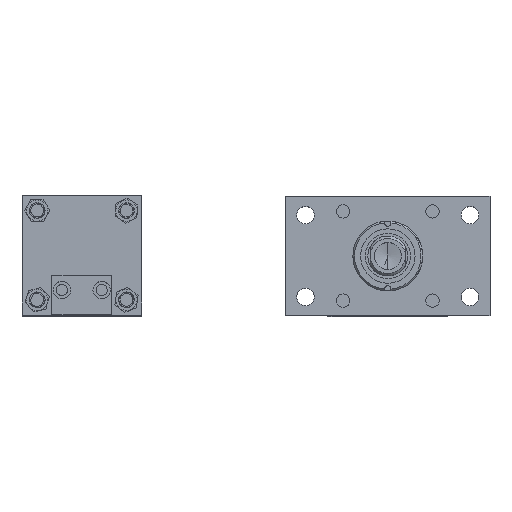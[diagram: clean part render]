
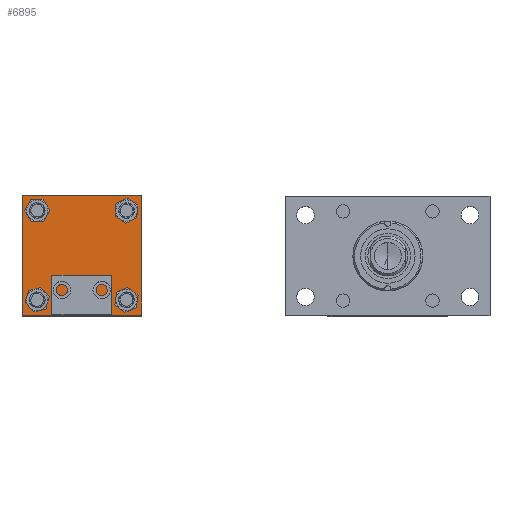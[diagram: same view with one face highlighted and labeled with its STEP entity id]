
A CAD part, top view. The second image highlights one B-rep face of the part: STEP entity #6895.
In plain terms, the highlighted face is planar.
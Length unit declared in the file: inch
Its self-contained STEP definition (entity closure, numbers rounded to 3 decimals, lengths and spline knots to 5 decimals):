
#44 = DIRECTION ( 'NONE',  ( 1., 0., 0. ) ) ;
#338 = PLANE ( 'NONE',  #7569 ) ;
#347 = ORIENTED_EDGE ( 'NONE', *, *, #6602, .F. ) ;
#356 = CARTESIAN_POINT ( 'NONE',  ( 6.43288, 9.97591, -0.3831 ) ) ;
#610 = CARTESIAN_POINT ( 'NONE',  ( 6.81388, 7.35691, -0.3831 ) ) ;
#682 = CIRCLE ( 'NONE', #2115, 0.203 ) ;
#688 = DIRECTION ( 'NONE',  ( 0., 0., 1. ) ) ;
#972 = DIRECTION ( 'NONE',  ( -1., 0., 0. ) ) ;
#1160 = EDGE_LOOP ( 'NONE', ( #18622, #15906 ) ) ;
#1441 = VECTOR ( 'NONE', #972, 39.37008 ) ;
#1509 = VERTEX_POINT ( 'NONE', #20804 ) ;
#1644 = VERTEX_POINT ( 'NONE', #610 ) ;
#1683 = ORIENTED_EDGE ( 'NONE', *, *, #7457, .F. ) ;
#2115 = AXIS2_PLACEMENT_3D ( 'NONE', #2141, #24843, #44 ) ;
#2141 = CARTESIAN_POINT ( 'NONE',  ( 4.19488, 7.73791, -0.3831 ) ) ;
#2560 = LINE ( 'NONE', #24587, #4193 ) ;
#2988 = DIRECTION ( 'NONE',  ( 0., 0., 1. ) ) ;
#2991 = EDGE_LOOP ( 'NONE', ( #16922, #5596 ) ) ;
#3269 = VECTOR ( 'NONE', #12767, 39.37008 ) ;
#3280 = VERTEX_POINT ( 'NONE', #14007 ) ;
#3528 = FACE_OUTER_BOUND ( 'NONE', #5708, .T. ) ;
#4101 = DIRECTION ( 'NONE',  ( 1., 0., 0. ) ) ;
#4193 = VECTOR ( 'NONE', #12112, 39.37008 ) ;
#4287 = DIRECTION ( 'NONE',  ( 1., 0., 0. ) ) ;
#4494 = DIRECTION ( 'NONE',  ( 0., 0., 1. ) ) ;
#4590 = AXIS2_PLACEMENT_3D ( 'NONE', #19484, #688, #23579 ) ;
#4706 = EDGE_LOOP ( 'NONE', ( #26593, #10169 ) ) ;
#4761 = DIRECTION ( 'NONE',  ( 1., 0., 0. ) ) ;
#4994 = CARTESIAN_POINT ( 'NONE',  ( 3.99188, 9.97591, -0.3831 ) ) ;
#5488 = EDGE_CURVE ( 'NONE', #25124, #24093, #12956, .T. ) ;
#5596 = ORIENTED_EDGE ( 'NONE', *, *, #17626, .T. ) ;
#5708 = EDGE_LOOP ( 'NONE', ( #10713, #347, #1683, #9628 ) ) ;
#6357 = CARTESIAN_POINT ( 'NONE',  ( 4.19488, 9.97591, -0.3831 ) ) ;
#6598 = ORIENTED_EDGE ( 'NONE', *, *, #21039, .T. ) ;
#6602 = EDGE_CURVE ( 'NONE', #22670, #20665, #2560, .T. ) ;
#6766 = DIRECTION ( 'NONE',  ( 1., 0., 0. ) ) ;
#6770 = DIRECTION ( 'NONE',  ( 0., 0., 1. ) ) ;
#6798 = DIRECTION ( 'NONE',  ( 0., 0., 1. ) ) ;
#6882 = CIRCLE ( 'NONE', #7891, 0.203 ) ;
#6895 = ADVANCED_FACE ( 'NONE', ( #3528, #22675, #12605, #19377, #15817 ), #338, .F. ) ;
#7457 = EDGE_CURVE ( 'NONE', #1509, #22670, #21019, .T. ) ;
#7569 = AXIS2_PLACEMENT_3D ( 'NONE', #25218, #4494, #4761 ) ;
#7891 = AXIS2_PLACEMENT_3D ( 'NONE', #10686, #6798, #12789 ) ;
#7892 = VERTEX_POINT ( 'NONE', #8148 ) ;
#8148 = CARTESIAN_POINT ( 'NONE',  ( 4.39788, 7.73791, -0.3831 ) ) ;
#8877 = CARTESIAN_POINT ( 'NONE',  ( 3.99188, 7.73791, -0.3831 ) ) ;
#9335 = CARTESIAN_POINT ( 'NONE',  ( 6.22988, 9.97591, -0.3831 ) ) ;
#9387 = EDGE_LOOP ( 'NONE', ( #6598, #10390 ) ) ;
#9490 = EDGE_CURVE ( 'NONE', #24093, #25124, #12452, .T. ) ;
#9628 = ORIENTED_EDGE ( 'NONE', *, *, #14899, .T. ) ;
#10169 = ORIENTED_EDGE ( 'NONE', *, *, #5488, .T. ) ;
#10378 = LINE ( 'NONE', #14486, #3269 ) ;
#10390 = ORIENTED_EDGE ( 'NONE', *, *, #20220, .T. ) ;
#10430 = DIRECTION ( 'NONE',  ( 0., 0., 1. ) ) ;
#10532 = EDGE_CURVE ( 'NONE', #1644, #20665, #23442, .T. ) ;
#10686 = CARTESIAN_POINT ( 'NONE',  ( 6.43288, 7.73791, -0.3831 ) ) ;
#10713 = ORIENTED_EDGE ( 'NONE', *, *, #10532, .T. ) ;
#10924 = DIRECTION ( 'NONE',  ( 0., 0., 1. ) ) ;
#11030 = CARTESIAN_POINT ( 'NONE',  ( 6.63588, 7.73791, -0.3831 ) ) ;
#11424 = CIRCLE ( 'NONE', #16621, 0.203 ) ;
#11866 = EDGE_CURVE ( 'NONE', #12816, #3280, #11424, .T. ) ;
#11875 = DIRECTION ( 'NONE',  ( -1., 0., 0. ) ) ;
#12112 = DIRECTION ( 'NONE',  ( 0., -1., 0. ) ) ;
#12452 = CIRCLE ( 'NONE', #18140, 0.203 ) ;
#12605 = FACE_BOUND ( 'NONE', #1160, .T. ) ;
#12634 = VECTOR ( 'NONE', #11875, 39.37008 ) ;
#12699 = CARTESIAN_POINT ( 'NONE',  ( 4.19488, 9.97591, -0.3831 ) ) ;
#12767 = DIRECTION ( 'NONE',  ( 0., -1., 0. ) ) ;
#12789 = DIRECTION ( 'NONE',  ( 1., 0., 0. ) ) ;
#12816 = VERTEX_POINT ( 'NONE', #4994 ) ;
#12929 = DIRECTION ( 'NONE',  ( 1., 0., 0. ) ) ;
#12956 = CIRCLE ( 'NONE', #26058, 0.203 ) ;
#13195 = CARTESIAN_POINT ( 'NONE',  ( 5.31388, 7.35691, -0.3831 ) ) ;
#13527 = CARTESIAN_POINT ( 'NONE',  ( 3.81388, 7.35691, -0.3831 ) ) ;
#13563 = DIRECTION ( 'NONE',  ( 1., 0., 0. ) ) ;
#14007 = CARTESIAN_POINT ( 'NONE',  ( 4.39788, 9.97591, -0.3831 ) ) ;
#14339 = CIRCLE ( 'NONE', #4590, 0.203 ) ;
#14391 = AXIS2_PLACEMENT_3D ( 'NONE', #19526, #2988, #13563 ) ;
#14486 = CARTESIAN_POINT ( 'NONE',  ( 6.81388, 5.55135, -0.3831 ) ) ;
#14724 = CARTESIAN_POINT ( 'NONE',  ( 3.81388, 10.35691, -0.3831 ) ) ;
#14899 = EDGE_CURVE ( 'NONE', #1509, #1644, #10378, .T. ) ;
#15056 = VERTEX_POINT ( 'NONE', #11030 ) ;
#15086 = CARTESIAN_POINT ( 'NONE',  ( 6.43288, 9.97591, -0.3831 ) ) ;
#15346 = EDGE_CURVE ( 'NONE', #21032, #7892, #25572, .T. ) ;
#15817 = FACE_BOUND ( 'NONE', #4706, .T. ) ;
#15906 = ORIENTED_EDGE ( 'NONE', *, *, #23542, .T. ) ;
#16024 = CARTESIAN_POINT ( 'NONE',  ( 5.31388, 10.35691, -0.3831 ) ) ;
#16621 = AXIS2_PLACEMENT_3D ( 'NONE', #12699, #10430, #4287 ) ;
#16922 = ORIENTED_EDGE ( 'NONE', *, *, #11866, .T. ) ;
#16982 = CARTESIAN_POINT ( 'NONE',  ( 6.22988, 7.73791, -0.3831 ) ) ;
#17626 = EDGE_CURVE ( 'NONE', #3280, #12816, #25677, .T. ) ;
#18140 = AXIS2_PLACEMENT_3D ( 'NONE', #356, #6770, #12929 ) ;
#18622 = ORIENTED_EDGE ( 'NONE', *, *, #15346, .T. ) ;
#18695 = VERTEX_POINT ( 'NONE', #16982 ) ;
#18728 = DIRECTION ( 'NONE',  ( 0., 0., 1. ) ) ;
#19377 = FACE_BOUND ( 'NONE', #9387, .T. ) ;
#19484 = CARTESIAN_POINT ( 'NONE',  ( 6.43288, 7.73791, -0.3831 ) ) ;
#19526 = CARTESIAN_POINT ( 'NONE',  ( 4.19488, 7.73791, -0.3831 ) ) ;
#20220 = EDGE_CURVE ( 'NONE', #15056, #18695, #14339, .T. ) ;
#20665 = VERTEX_POINT ( 'NONE', #13527 ) ;
#20804 = CARTESIAN_POINT ( 'NONE',  ( 6.81388, 10.35691, -0.3831 ) ) ;
#21019 = LINE ( 'NONE', #16024, #12634 ) ;
#21032 = VERTEX_POINT ( 'NONE', #8877 ) ;
#21039 = EDGE_CURVE ( 'NONE', #18695, #15056, #6882, .T. ) ;
#22670 = VERTEX_POINT ( 'NONE', #14724 ) ;
#22675 = FACE_BOUND ( 'NONE', #2991, .T. ) ;
#23442 = LINE ( 'NONE', #13195, #1441 ) ;
#23542 = EDGE_CURVE ( 'NONE', #7892, #21032, #682, .T. ) ;
#23579 = DIRECTION ( 'NONE',  ( 1., 0., 0. ) ) ;
#24093 = VERTEX_POINT ( 'NONE', #9335 ) ;
#24587 = CARTESIAN_POINT ( 'NONE',  ( 3.81388, 5.55135, -0.3831 ) ) ;
#24843 = DIRECTION ( 'NONE',  ( 0., 0., 1. ) ) ;
#25124 = VERTEX_POINT ( 'NONE', #26226 ) ;
#25218 = CARTESIAN_POINT ( 'NONE',  ( 5.31388, 5.55135, -0.3831 ) ) ;
#25572 = CIRCLE ( 'NONE', #14391, 0.203 ) ;
#25677 = CIRCLE ( 'NONE', #26717, 0.203 ) ;
#26058 = AXIS2_PLACEMENT_3D ( 'NONE', #15086, #10924, #6766 ) ;
#26226 = CARTESIAN_POINT ( 'NONE',  ( 6.63588, 9.97591, -0.3831 ) ) ;
#26593 = ORIENTED_EDGE ( 'NONE', *, *, #9490, .T. ) ;
#26717 = AXIS2_PLACEMENT_3D ( 'NONE', #6357, #18728, #4101 ) ;
